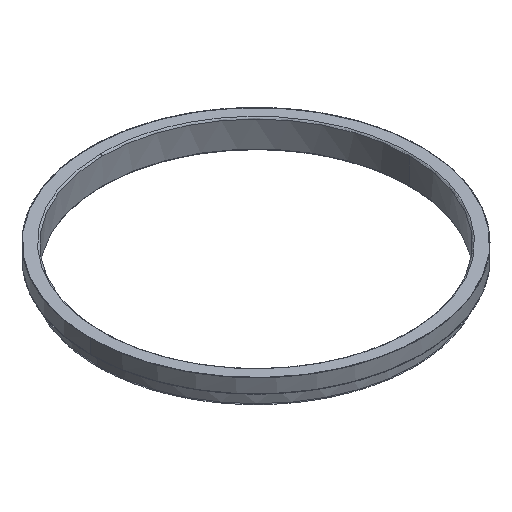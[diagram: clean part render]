
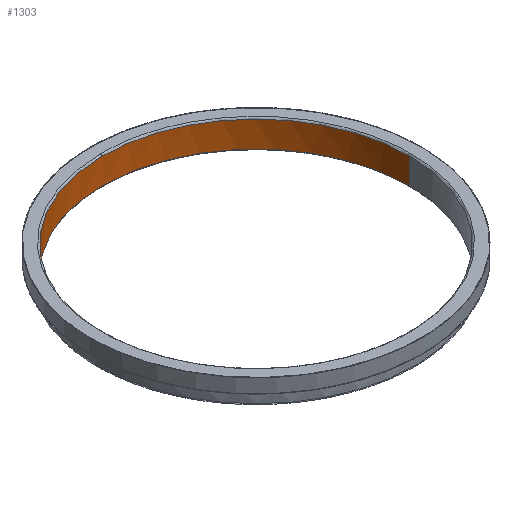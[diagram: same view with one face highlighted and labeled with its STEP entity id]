
A CAD part, isometric view. The second image highlights one B-rep face of the part: STEP entity #1303.
In plain terms, the highlighted cylindrical face has radius 106.5 mm (diameter 213 mm), a partial arc.
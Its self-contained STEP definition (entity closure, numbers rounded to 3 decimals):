
#10 = CARTESIAN_POINT ( 'NONE',  ( 0., -449.5, 395.7 ) ) ;
#13 = AXIS2_PLACEMENT_3D ( 'NONE', #582, #586, #688 ) ;
#30 = EDGE_CURVE ( 'NONE', #1204, #211, #1294, .T. ) ;
#37 = CIRCLE ( 'NONE', #900, 106.5 ) ;
#67 = DIRECTION ( 'NONE',  ( 1., 0., 0. ) ) ;
#87 = VERTEX_POINT ( 'NONE', #1289 ) ;
#112 = CARTESIAN_POINT ( 'NONE',  ( 0.502, -343.001, 377.7 ) ) ;
#113 = VECTOR ( 'NONE', #152, 1000. ) ;
#148 = DIRECTION ( 'NONE',  ( 0., 0., 1. ) ) ;
#152 = DIRECTION ( 'NONE',  ( 0., 0., 1. ) ) ;
#158 = CARTESIAN_POINT ( 'NONE',  ( 0., -449.5, 395.7 ) ) ;
#159 = DIRECTION ( 'NONE',  ( 0., 0., 1. ) ) ;
#199 = CYLINDRICAL_SURFACE ( 'NONE', #1106, 106.5 ) ;
#207 = LINE ( 'NONE', #591, #301 ) ;
#211 = VERTEX_POINT ( 'NONE', #112 ) ;
#217 = AXIS2_PLACEMENT_3D ( 'NONE', #1076, #159, #67 ) ;
#237 = CARTESIAN_POINT ( 'NONE',  ( 0., -449.5, 376.7 ) ) ;
#244 = ORIENTED_EDGE ( 'NONE', *, *, #287, .F. ) ;
#249 = EDGE_CURVE ( 'NONE', #87, #1098, #977, .T. ) ;
#253 = ORIENTED_EDGE ( 'NONE', *, *, #249, .F. ) ;
#256 = EDGE_LOOP ( 'NONE', ( #244, #305, #1312, #1078, #253, #952 ) ) ;
#287 = EDGE_CURVE ( 'NONE', #864, #549, #207, .T. ) ;
#291 = FACE_OUTER_BOUND ( 'NONE', #256, .T. ) ;
#296 = DIRECTION ( 'NONE',  ( 0., 0., -1. ) ) ;
#301 = VECTOR ( 'NONE', #1126, 1000. ) ;
#305 = ORIENTED_EDGE ( 'NONE', *, *, #550, .F. ) ;
#318 = CARTESIAN_POINT ( 'NONE',  ( 106.5, -449.5, 377.7 ) ) ;
#341 = DIRECTION ( 'NONE',  ( 1., 0., 0. ) ) ;
#349 = CARTESIAN_POINT ( 'NONE',  ( 106.5, -449.5, 376.7 ) ) ;
#549 = VERTEX_POINT ( 'NONE', #656 ) ;
#550 = EDGE_CURVE ( 'NONE', #211, #864, #1177, .T. ) ;
#582 = CARTESIAN_POINT ( 'NONE',  ( 0., -449.5, 377.7 ) ) ;
#586 = DIRECTION ( 'NONE',  ( 0., 0., 1. ) ) ;
#591 = CARTESIAN_POINT ( 'NONE',  ( -106.5, -449.5, 376.7 ) ) ;
#646 = DIRECTION ( 'NONE',  ( 1., 0., 0. ) ) ;
#656 = CARTESIAN_POINT ( 'NONE',  ( -106.5, -449.5, 395.7 ) ) ;
#688 = DIRECTION ( 'NONE',  ( 1., 0., 0. ) ) ;
#698 = EDGE_CURVE ( 'NONE', #1204, #1098, #859, .T. ) ;
#755 = EDGE_CURVE ( 'NONE', #549, #87, #37, .T. ) ;
#859 = LINE ( 'NONE', #349, #113 ) ;
#862 = DIRECTION ( 'NONE',  ( 0., 0., -1. ) ) ;
#864 = VERTEX_POINT ( 'NONE', #1160 ) ;
#900 = AXIS2_PLACEMENT_3D ( 'NONE', #158, #862, #341 ) ;
#952 = ORIENTED_EDGE ( 'NONE', *, *, #755, .F. ) ;
#977 = CIRCLE ( 'NONE', #1070, 106.5 ) ;
#1003 = CARTESIAN_POINT ( 'NONE',  ( 106.5, -449.5, 395.7 ) ) ;
#1070 = AXIS2_PLACEMENT_3D ( 'NONE', #10, #296, #1311 ) ;
#1076 = CARTESIAN_POINT ( 'NONE',  ( 0., -449.5, 377.7 ) ) ;
#1078 = ORIENTED_EDGE ( 'NONE', *, *, #698, .T. ) ;
#1098 = VERTEX_POINT ( 'NONE', #1003 ) ;
#1106 = AXIS2_PLACEMENT_3D ( 'NONE', #237, #148, #646 ) ;
#1126 = DIRECTION ( 'NONE',  ( 0., 0., 1. ) ) ;
#1160 = CARTESIAN_POINT ( 'NONE',  ( -106.5, -449.5, 377.7 ) ) ;
#1177 = CIRCLE ( 'NONE', #217, 106.5 ) ;
#1204 = VERTEX_POINT ( 'NONE', #318 ) ;
#1289 = CARTESIAN_POINT ( 'NONE',  ( -0.712, -343.002, 395.7 ) ) ;
#1294 = CIRCLE ( 'NONE', #13, 106.5 ) ;
#1303 = ADVANCED_FACE ( 'NONE', ( #291 ), #199, .F. ) ;
#1311 = DIRECTION ( 'NONE',  ( 1., 0., 0. ) ) ;
#1312 = ORIENTED_EDGE ( 'NONE', *, *, #30, .F. ) ;
